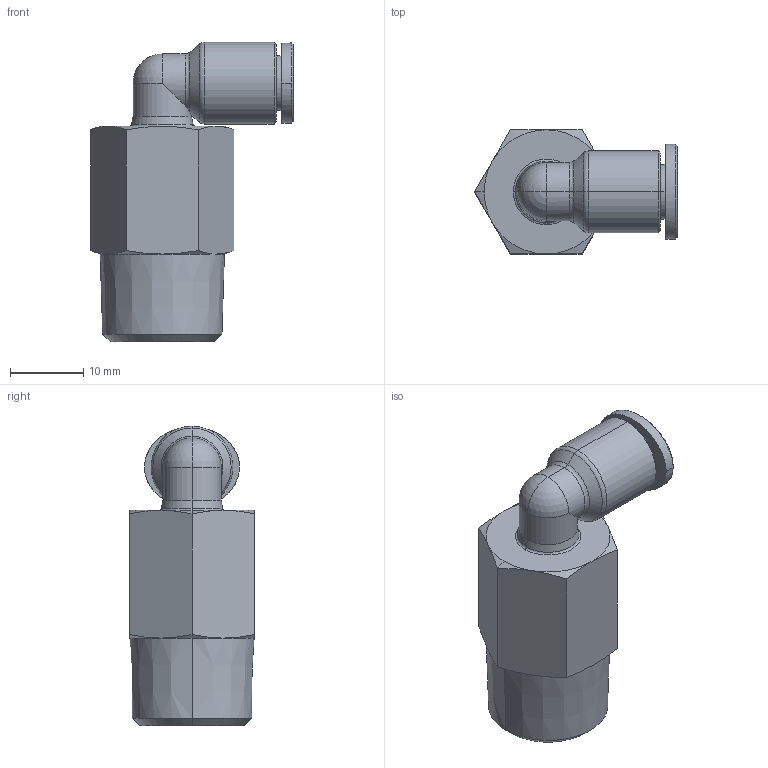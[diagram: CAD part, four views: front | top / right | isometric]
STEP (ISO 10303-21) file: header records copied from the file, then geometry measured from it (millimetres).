
FILE_DESCRIPTION((''),'2;1');
FILE_NAME('GPLL 0603(3D).stp','2012-12-21T11:08:39',(''),(''),'Mechanical Desktop.R8.0.24.0','Mechanical Desktop.R8.0.24.0',', , ');
FILE_SCHEMA(('CONFIG_CONTROL_DESIGN'));
Length unit declared in the file: millimetre
Products named in the file (2): GPLL 0603(3D); ºÎÇ°1
Assembly tree (1 placements, depth 2):
  GPLL 0603(3D)
    ºÎÇ°1
Bounding box: 27.77 x 17 x 41 mm (x, y, z)
Volume: 6053.4 mm3; surface area: 4077.9 mm2
Topology: 1 solids, 1 shells, 269 faces, 718 edges, 462 vertices
Faces by surface type: plane 176, bspline 34, cone 32, cylinder 23, sphere 2, torus 2
Entity records: 9331 total; most frequent: CARTESIAN_POINT 2647, ORIENTED_EDGE 1428, DIRECTION 1292, EDGE_CURVE 714, VECTOR 538, LINE 538, VERTEX_POINT 462, AXIS2_PLACEMENT_3D 377
